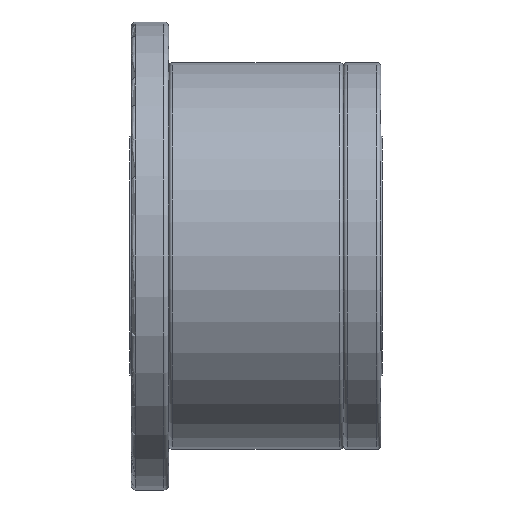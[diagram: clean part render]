
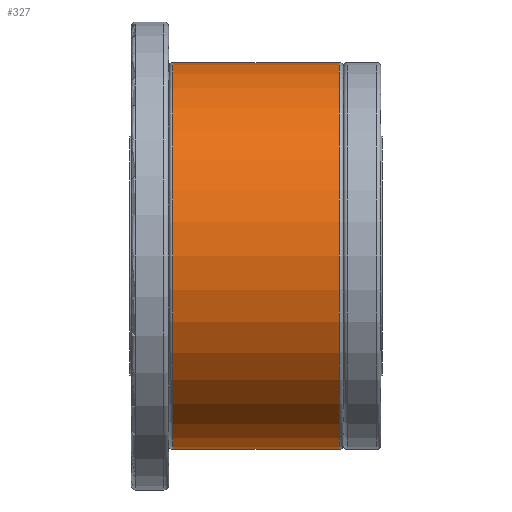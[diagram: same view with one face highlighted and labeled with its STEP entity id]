
A CAD part, front view. The second image highlights one B-rep face of the part: STEP entity #327.
In plain terms, the highlighted cylindrical face has radius 155 mm (diameter 310 mm), a partial arc.
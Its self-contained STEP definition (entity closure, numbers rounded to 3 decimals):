
#327=ADVANCED_FACE('',(#949),#950,.T.);
#949=FACE_OUTER_BOUND('',#1590,.T.);
#950=CYLINDRICAL_SURFACE('',#1591,155.0);
#1590=EDGE_LOOP('',(#3881,#3882,#3883,#3884,#3885,#3886));
#1591=AXIS2_PLACEMENT_3D('',#3887,#3888,#3889);
#3881=ORIENTED_EDGE('',*,*,#3970,.T.);
#3882=ORIENTED_EDGE('',*,*,#4694,.F.);
#3883=ORIENTED_EDGE('',*,*,#4693,.F.);
#3884=ORIENTED_EDGE('',*,*,#3972,.T.);
#3885=ORIENTED_EDGE('',*,*,#4692,.T.);
#3886=ORIENTED_EDGE('',*,*,#4691,.T.);
#3887=CARTESIAN_POINT('',(101.0,0.0,0.0));
#3888=DIRECTION('',(1.0,0.0,0.0));
#3889=DIRECTION('',(0.0,0.0,-1.0));
#3970=EDGE_CURVE('',#4721,#4722,#4723,.T.);
#3972=EDGE_CURVE('',#4726,#4724,#4727,.T.);
#4691=EDGE_CURVE('',#5925,#4721,#5926,.T.);
#4692=EDGE_CURVE('',#4724,#5925,#5927,.T.);
#4693=EDGE_CURVE('',#4726,#5928,#5929,.T.);
#4694=EDGE_CURVE('',#5928,#4722,#5930,.T.);
#4721=VERTEX_POINT('',#5963);
#4722=VERTEX_POINT('',#5964);
#4723=LINE('',#5965,#5966);
#4724=VERTEX_POINT('',#5967);
#4726=VERTEX_POINT('',#5969);
#4727=LINE('',#5970,#5971);
#5925=VERTEX_POINT('',#7990);
#5926=CIRCLE('',#7991,155.0);
#5927=CIRCLE('',#7992,155.0);
#5928=VERTEX_POINT('',#7993);
#5929=CIRCLE('',#7994,155.0);
#5930=CIRCLE('',#7995,155.0);
#5963=CARTESIAN_POINT('',(34.1,0.,-155.0));
#5964=CARTESIAN_POINT('',(167.9,0.,-155.0));
#5965=CARTESIAN_POINT('',(101.0,0.,-155.0));
#5966=VECTOR('',#8028,1.0);
#5967=CARTESIAN_POINT('',(34.1,0.,155.0));
#5969=CARTESIAN_POINT('',(167.9,0.,155.0));
#5970=CARTESIAN_POINT('',(101.0,0.,155.0));
#5971=VECTOR('',#8032,1.0);
#7990=CARTESIAN_POINT('',(34.1,-155.0,0.));
#7991=AXIS2_PLACEMENT_3D('',#9440,#9441,#9442);
#7992=AXIS2_PLACEMENT_3D('',#9443,#9444,#9445);
#7993=CARTESIAN_POINT('',(167.9,-155.0,0.0));
#7994=AXIS2_PLACEMENT_3D('',#9446,#9447,#9448);
#7995=AXIS2_PLACEMENT_3D('',#9449,#9450,#9451);
#8028=DIRECTION('',(1.0,0.0,0.0));
#8032=DIRECTION('',(-1.0,-0.0,-0.0));
#9440=CARTESIAN_POINT('',(34.1,0.,0.));
#9441=DIRECTION('',(1.0,0.0,0.0));
#9442=DIRECTION('',(0.0,0.0,-1.0));
#9443=CARTESIAN_POINT('',(34.1,0.,0.));
#9444=DIRECTION('',(1.0,0.0,0.0));
#9445=DIRECTION('',(0.0,0.0,-1.0));
#9446=CARTESIAN_POINT('',(167.9,0.,0.0));
#9447=DIRECTION('',(1.0,0.0,0.0));
#9448=DIRECTION('',(0.0,0.0,-1.0));
#9449=CARTESIAN_POINT('',(167.9,0.,0.0));
#9450=DIRECTION('',(1.0,0.0,0.0));
#9451=DIRECTION('',(0.0,0.0,-1.0));
